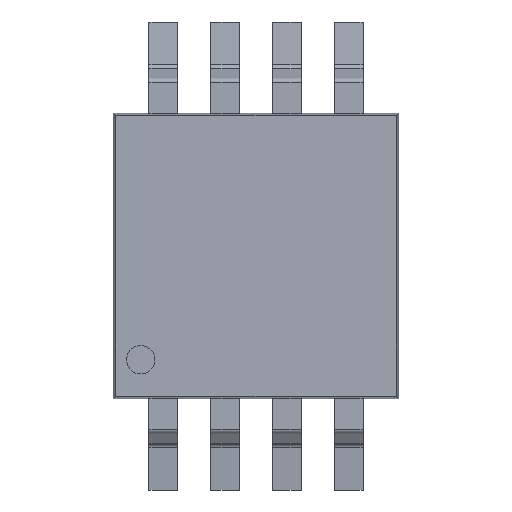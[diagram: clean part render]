
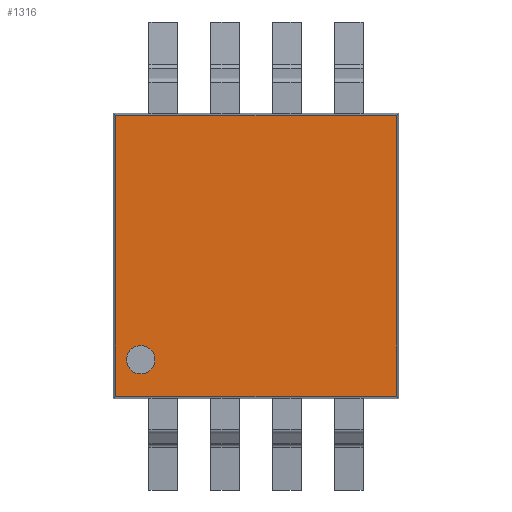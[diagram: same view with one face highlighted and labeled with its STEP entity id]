
A CAD part, top view. The second image highlights one B-rep face of the part: STEP entity #1316.
In plain terms, the highlighted planar face has unit normal (0, 0, 1).
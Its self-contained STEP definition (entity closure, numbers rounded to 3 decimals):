
#55 = CARTESIAN_POINT ( 'NONE',  ( 0., 0.026, 0.5 ) ) ;
#65 = PLANE ( 'NONE',  #2385 ) ;
#308 = VERTEX_POINT ( 'NONE', #581 ) ;
#371 = CARTESIAN_POINT ( 'NONE',  ( 0., 0., 0.5 ) ) ;
#408 = FACE_BOUND ( 'NONE', #1986, .T. ) ;
#516 = CARTESIAN_POINT ( 'NONE',  ( 0.14, 0.408, 0.5 ) ) ;
#581 = CARTESIAN_POINT ( 'NONE',  ( 0.026, 2.974, 0.5 ) ) ;
#601 = CIRCLE ( 'NONE', #1423, 0.149 ) ;
#609 = CARTESIAN_POINT ( 'NONE',  ( 0.289, 0.408, 0.5 ) ) ;
#656 = VECTOR ( 'NONE', #1482, 1000. ) ;
#703 = VERTEX_POINT ( 'NONE', #1505 ) ;
#902 = DIRECTION ( 'NONE',  ( 1., 0., 0. ) ) ;
#999 = EDGE_CURVE ( 'NONE', #2739, #1020, #1340, .T. ) ;
#1020 = VERTEX_POINT ( 'NONE', #1194 ) ;
#1022 = DIRECTION ( 'NONE',  ( 0., 0., 1. ) ) ;
#1135 = VECTOR ( 'NONE', #1229, 1000. ) ;
#1144 = VERTEX_POINT ( 'NONE', #1554 ) ;
#1171 = CARTESIAN_POINT ( 'NONE',  ( 0., 2.974, 0.5 ) ) ;
#1194 = CARTESIAN_POINT ( 'NONE',  ( 0.438, 0.408, 0.5 ) ) ;
#1229 = DIRECTION ( 'NONE',  ( 1., 0., 0. ) ) ;
#1316 = ADVANCED_FACE ( 'NONE', ( #408, #2604 ), #65, .F. ) ;
#1340 = CIRCLE ( 'NONE', #3756, 0.149 ) ;
#1423 = AXIS2_PLACEMENT_3D ( 'NONE', #609, #2687, #902 ) ;
#1458 = CARTESIAN_POINT ( 'NONE',  ( 0.026, 0., 0.5 ) ) ;
#1467 = EDGE_CURVE ( 'NONE', #1144, #703, #1838, .T. ) ;
#1482 = DIRECTION ( 'NONE',  ( -1., 0., 0. ) ) ;
#1505 = CARTESIAN_POINT ( 'NONE',  ( 2.974, 0.026, 0.5 ) ) ;
#1554 = CARTESIAN_POINT ( 'NONE',  ( 0.026, 0.026, 0.5 ) ) ;
#1566 = DIRECTION ( 'NONE',  ( -1., 0., 0. ) ) ;
#1748 = ORIENTED_EDGE ( 'NONE', *, *, #2860, .T. ) ;
#1838 = LINE ( 'NONE', #55, #1135 ) ;
#1914 = CARTESIAN_POINT ( 'NONE',  ( 2.974, 2.974, 0.5 ) ) ;
#1986 = EDGE_LOOP ( 'NONE', ( #2907, #3577 ) ) ;
#2020 = EDGE_LOOP ( 'NONE', ( #2482, #3754, #1748, #3694 ) ) ;
#2041 = DIRECTION ( 'NONE',  ( 0., -1., 0. ) ) ;
#2097 = EDGE_CURVE ( 'NONE', #308, #1144, #2870, .T. ) ;
#2332 = LINE ( 'NONE', #1171, #656 ) ;
#2385 = AXIS2_PLACEMENT_3D ( 'NONE', #371, #2473, #1566 ) ;
#2473 = DIRECTION ( 'NONE',  ( 0., 0., -1. ) ) ;
#2482 = ORIENTED_EDGE ( 'NONE', *, *, #2097, .T. ) ;
#2577 = VERTEX_POINT ( 'NONE', #1914 ) ;
#2604 = FACE_OUTER_BOUND ( 'NONE', #2020, .T. ) ;
#2665 = CARTESIAN_POINT ( 'NONE',  ( 2.974, 0., 0.5 ) ) ;
#2687 = DIRECTION ( 'NONE',  ( 0., 0., 1. ) ) ;
#2739 = VERTEX_POINT ( 'NONE', #516 ) ;
#2768 = VECTOR ( 'NONE', #2041, 1000. ) ;
#2812 = CARTESIAN_POINT ( 'NONE',  ( 0.289, 0.408, 0.5 ) ) ;
#2860 = EDGE_CURVE ( 'NONE', #703, #2577, #3805, .T. ) ;
#2870 = LINE ( 'NONE', #1458, #2768 ) ;
#2907 = ORIENTED_EDGE ( 'NONE', *, *, #3349, .F. ) ;
#2972 = DIRECTION ( 'NONE',  ( 0., 1., 0. ) ) ;
#2992 = VECTOR ( 'NONE', #2972, 1000. ) ;
#3114 = EDGE_CURVE ( 'NONE', #2577, #308, #2332, .T. ) ;
#3131 = DIRECTION ( 'NONE',  ( 1., 0., 0. ) ) ;
#3349 = EDGE_CURVE ( 'NONE', #1020, #2739, #601, .T. ) ;
#3577 = ORIENTED_EDGE ( 'NONE', *, *, #999, .F. ) ;
#3694 = ORIENTED_EDGE ( 'NONE', *, *, #3114, .T. ) ;
#3754 = ORIENTED_EDGE ( 'NONE', *, *, #1467, .T. ) ;
#3756 = AXIS2_PLACEMENT_3D ( 'NONE', #2812, #1022, #3131 ) ;
#3805 = LINE ( 'NONE', #2665, #2992 ) ;
